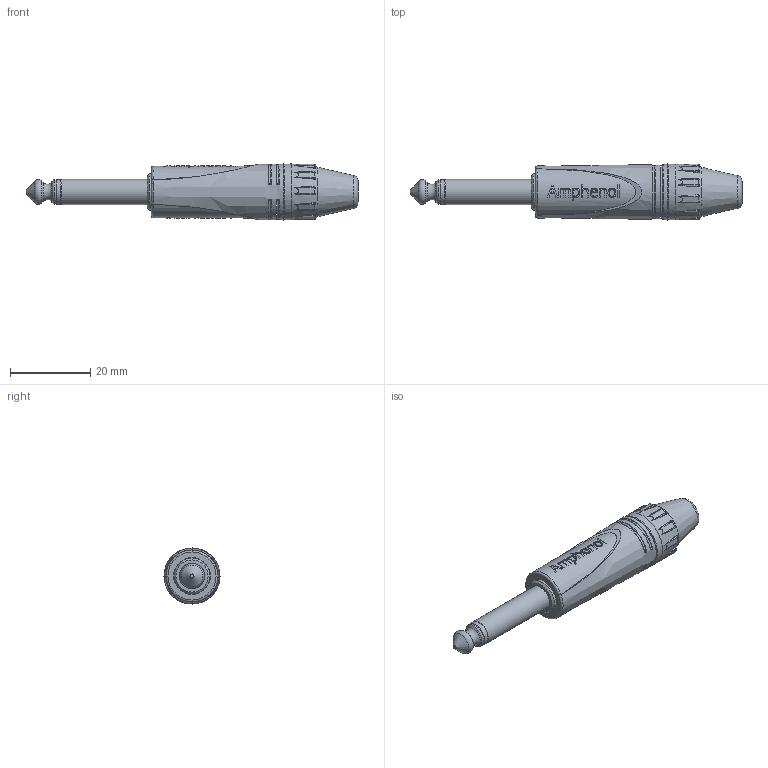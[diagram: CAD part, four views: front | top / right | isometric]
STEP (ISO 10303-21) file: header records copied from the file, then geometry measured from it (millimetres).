
FILE_DESCRIPTION(/* description */ (''),/* implementation_level */ '2;1');
FILE_NAME(/* name */ 'QM2P.stp',/* time_stamp */ '2018-08-06T12:44:23+10:00',/* author */ ('minh'),/* organization */ (''),/* preprocessor_version */ 'ST-DEVELOPER v16.1',/* originating_system */ 'Autodesk Inventor 2016',/* authorisation */ '');
FILE_SCHEMA (('AUTOMOTIVE_DESIGN { 1 0 10303 214 3 1 1 }'));
Length unit declared in the file: inch
Products named in the file (1): QM2P_Shrinkwrap_1
Bounding box: 82.95 x 14 x 14 mm (x, y, z)
Surface area: 3153.3 mm2 (no closed solid volume)
Topology: 0 solids, 35 shells, 164 faces, 802 edges, 645 vertices
Faces by surface type: cylinder 85, plane 34, bspline 19, torus 16, cone 6, sphere 4
Full cylindrical faces by diameter (mm): 3 x1, 6.15 x1, 6.2 x1, 6.32 x1, 7.5 x1, 9 x1, 14 x1
Entity records: 10532 total; most frequent: CARTESIAN_POINT 4798, ORIENTED_EDGE 998, DIRECTION 966, EDGE_CURVE 758, VERTEX_POINT 640, AXIS2_PLACEMENT_3D 387, B_SPLINE_CURVE_WITH_KNOTS 323, EDGE_LOOP 224
